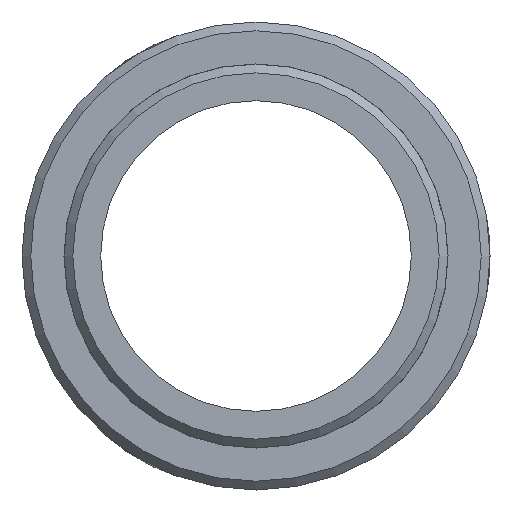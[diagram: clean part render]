
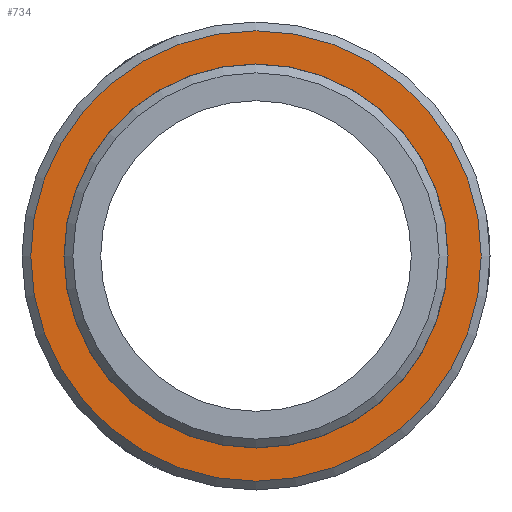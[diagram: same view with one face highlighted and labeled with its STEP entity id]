
A CAD part, left-side view. The second image highlights one B-rep face of the part: STEP entity #734.
In plain terms, the highlighted planar face has unit normal (-1, 0, 0).
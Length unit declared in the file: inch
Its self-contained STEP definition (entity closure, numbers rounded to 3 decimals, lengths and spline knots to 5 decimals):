
#700=CARTESIAN_POINT('',(0.,0.77,0.));
#701=VERTEX_POINT('',#700);
#702=CARTESIAN_POINT('',(0.,0.0,0.0));
#703=DIRECTION('',(1.0,0.0,0.0));
#704=DIRECTION('',(0.0,-1.0,0.0));
#705=AXIS2_PLACEMENT_3D('',#702,#703,#704);
#706=CIRCLE('',#705,0.77);
#707=EDGE_CURVE('',#701,#701,#706,.T.);
#715=CARTESIAN_POINT('',(0.,0.72825,0.0));
#716=DIRECTION('',(-1.0,0.0,0.0));
#717=DIRECTION('',(0.0,0.0,1.0));
#718=AXIS2_PLACEMENT_3D('',#715,#716,#717);
#719=PLANE('',#718);
#720=ORIENTED_EDGE('',*,*,#707,.F.);
#721=EDGE_LOOP('',(#720));
#722=FACE_OUTER_BOUND('',#721,.T.);
#723=CARTESIAN_POINT('',(0.,0.6565,0.0));
#724=VERTEX_POINT('',#723);
#725=CARTESIAN_POINT('',(0.,0.0,0.0));
#726=DIRECTION('',(1.0,0.0,0.0));
#727=DIRECTION('',(0.0,1.0,0.0));
#728=AXIS2_PLACEMENT_3D('',#725,#726,#727);
#729=CIRCLE('',#728,0.6565);
#730=EDGE_CURVE('',#724,#724,#729,.T.);
#731=ORIENTED_EDGE('',*,*,#730,.T.);
#732=EDGE_LOOP('',(#731));
#733=FACE_BOUND('',#732,.T.);
#734=ADVANCED_FACE('',(#722,#733),#719,.T.);
